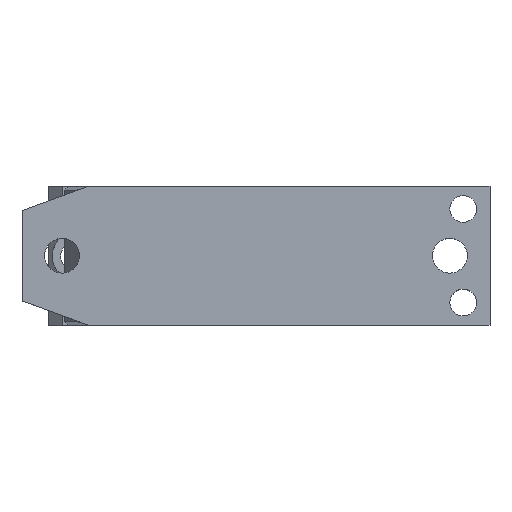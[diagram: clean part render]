
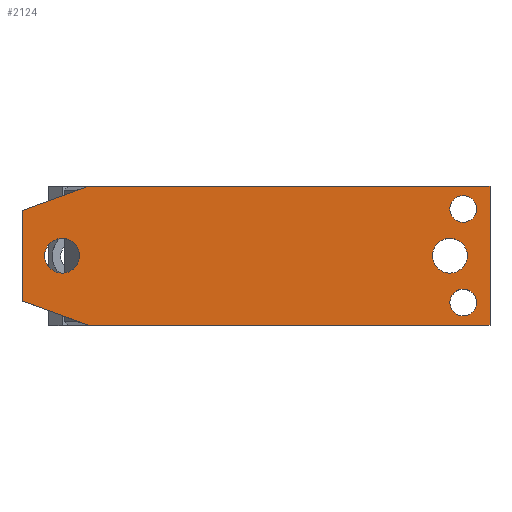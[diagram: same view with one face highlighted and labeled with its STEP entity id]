
A CAD part, top view. The second image highlights one B-rep face of the part: STEP entity #2124.
In plain terms, the highlighted planar face has unit normal (0, 0, 1).
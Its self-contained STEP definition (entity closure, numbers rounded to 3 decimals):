
#204=CARTESIAN_POINT('Vertex',(22.91,-26.,67.1)) ;
#207=CARTESIAN_POINT('Line Origine',(-52.09,-26.,67.1)) ;
#211=CARTESIAN_POINT('Vertex',(-127.09,-26.,67.1)) ;
#851=CARTESIAN_POINT('Vertex',(22.91,26.,67.1)) ;
#854=CARTESIAN_POINT('Line Origine',(22.91,0.,67.1)) ;
#922=CARTESIAN_POINT('Line Origine',(-139.59,-21.45,67.1)) ;
#926=CARTESIAN_POINT('Vertex',(-152.09,-16.901,67.1)) ;
#1205=CARTESIAN_POINT('Vertex',(-127.09,26.,67.1)) ;
#1208=CARTESIAN_POINT('Line Origine',(-52.09,26.,67.1)) ;
#1490=CARTESIAN_POINT('Line Origine',(-139.59,21.45,67.1)) ;
#1494=CARTESIAN_POINT('Vertex',(-152.09,16.901,67.1)) ;
#1570=CARTESIAN_POINT('Line Origine',(-152.09,0.,67.1)) ;
#1605=CARTESIAN_POINT('Vertex',(7.91,17.5,67.1)) ;
#1608=CARTESIAN_POINT('Axis2P3D Location',(12.91,17.5,67.1)) ;
#1612=CARTESIAN_POINT('Vertex',(17.91,17.5,67.1)) ;
#1637=CARTESIAN_POINT('Axis2P3D Location',(12.91,17.5,67.1)) ;
#1667=CARTESIAN_POINT('Vertex',(7.91,-17.5,67.1)) ;
#1670=CARTESIAN_POINT('Axis2P3D Location',(12.91,-17.5,67.1)) ;
#1674=CARTESIAN_POINT('Vertex',(17.91,-17.5,67.1)) ;
#1699=CARTESIAN_POINT('Axis2P3D Location',(12.91,-17.5,67.1)) ;
#1931=CARTESIAN_POINT('Vertex',(-143.59,0.,67.1)) ;
#1934=CARTESIAN_POINT('Axis2P3D Location',(-137.09,0.,67.1)) ;
#1938=CARTESIAN_POINT('Vertex',(-130.59,0.,67.1)) ;
#1958=CARTESIAN_POINT('Axis2P3D Location',(-137.09,0.,67.1)) ;
#1988=CARTESIAN_POINT('Vertex',(1.41,0.,67.1)) ;
#1991=CARTESIAN_POINT('Axis2P3D Location',(7.91,0.,67.1)) ;
#1995=CARTESIAN_POINT('Vertex',(14.41,0.,67.1)) ;
#2015=CARTESIAN_POINT('Axis2P3D Location',(7.91,0.,67.1)) ;
#2095=CARTESIAN_POINT('Axis2P3D Location',(-152.09,26.,67.1)) ;
#208=DIRECTION('Vector Direction',(1.,0.,0.)) ;
#855=DIRECTION('Vector Direction',(0.,-1.,0.)) ;
#923=DIRECTION('Vector Direction',(0.94,-0.342,0.)) ;
#1209=DIRECTION('Vector Direction',(1.,0.,0.)) ;
#1491=DIRECTION('Vector Direction',(0.94,0.342,0.)) ;
#1571=DIRECTION('Vector Direction',(0.,-1.,0.)) ;
#1609=DIRECTION('Axis2P3D Direction',(-0.,0.,1.)) ;
#1638=DIRECTION('Axis2P3D Direction',(-0.,0.,1.)) ;
#1671=DIRECTION('Axis2P3D Direction',(-0.,0.,1.)) ;
#1700=DIRECTION('Axis2P3D Direction',(-0.,0.,1.)) ;
#1935=DIRECTION('Axis2P3D Direction',(0.,-0.,1.)) ;
#1959=DIRECTION('Axis2P3D Direction',(0.,-0.,1.)) ;
#1992=DIRECTION('Axis2P3D Direction',(0.,-0.,1.)) ;
#2016=DIRECTION('Axis2P3D Direction',(0.,-0.,1.)) ;
#2096=DIRECTION('Axis2P3D Direction',(0.,0.,-1.)) ;
#2097=DIRECTION('Axis2P3D XDirection',(-1.,0.,0.)) ;
#1610=AXIS2_PLACEMENT_3D('Circle Axis2P3D',#1608,#1609,$) ;
#1639=AXIS2_PLACEMENT_3D('Circle Axis2P3D',#1637,#1638,$) ;
#1672=AXIS2_PLACEMENT_3D('Circle Axis2P3D',#1670,#1671,$) ;
#1701=AXIS2_PLACEMENT_3D('Circle Axis2P3D',#1699,#1700,$) ;
#1936=AXIS2_PLACEMENT_3D('Circle Axis2P3D',#1934,#1935,$) ;
#1960=AXIS2_PLACEMENT_3D('Circle Axis2P3D',#1958,#1959,$) ;
#1993=AXIS2_PLACEMENT_3D('Circle Axis2P3D',#1991,#1992,$) ;
#2017=AXIS2_PLACEMENT_3D('Circle Axis2P3D',#2015,#2016,$) ;
#2098=AXIS2_PLACEMENT_3D('Plane Axis2P3D',#2095,#2096,#2097) ;
#2101=ORIENTED_EDGE('',*,*,#1574,.T.) ;
#2102=ORIENTED_EDGE('',*,*,#928,.T.) ;
#2103=ORIENTED_EDGE('',*,*,#213,.F.) ;
#2104=ORIENTED_EDGE('',*,*,#858,.F.) ;
#2105=ORIENTED_EDGE('',*,*,#1212,.T.) ;
#2106=ORIENTED_EDGE('',*,*,#1496,.F.) ;
#2109=ORIENTED_EDGE('',*,*,#1962,.F.) ;
#2110=ORIENTED_EDGE('',*,*,#1940,.F.) ;
#2113=ORIENTED_EDGE('',*,*,#1614,.F.) ;
#2114=ORIENTED_EDGE('',*,*,#1641,.F.) ;
#2117=ORIENTED_EDGE('',*,*,#1703,.F.) ;
#2118=ORIENTED_EDGE('',*,*,#1676,.F.) ;
#2121=ORIENTED_EDGE('',*,*,#1997,.F.) ;
#2122=ORIENTED_EDGE('',*,*,#2019,.F.) ;
#2111=FACE_BOUND('',#2108,.T.) ;
#2115=FACE_BOUND('',#2112,.T.) ;
#2119=FACE_BOUND('',#2116,.T.) ;
#2123=FACE_BOUND('',#2120,.T.) ;
#209=VECTOR('Line Direction',#208,1.) ;
#856=VECTOR('Line Direction',#855,1.) ;
#924=VECTOR('Line Direction',#923,1.) ;
#1210=VECTOR('Line Direction',#1209,1.) ;
#1492=VECTOR('Line Direction',#1491,1.) ;
#1572=VECTOR('Line Direction',#1571,1.) ;
#2124=ADVANCED_FACE('CAM HOLDER',(#2107,#2111,#2115,#2119,#2123),#2099,.F.) ;
#1611=CIRCLE('generated circle',#1610,5.) ;
#1640=CIRCLE('generated circle',#1639,5.) ;
#1673=CIRCLE('generated circle',#1672,5.) ;
#1702=CIRCLE('generated circle',#1701,5.) ;
#1937=CIRCLE('generated circle',#1936,6.5) ;
#1961=CIRCLE('generated circle',#1960,6.5) ;
#1994=CIRCLE('generated circle',#1993,6.5) ;
#2018=CIRCLE('generated circle',#2017,6.5) ;
#213=EDGE_CURVE('',#205,#212,#210,.F.) ;
#858=EDGE_CURVE('',#852,#205,#857,.T.) ;
#928=EDGE_CURVE('',#927,#212,#925,.T.) ;
#1212=EDGE_CURVE('',#852,#1206,#1211,.F.) ;
#1496=EDGE_CURVE('',#1495,#1206,#1493,.T.) ;
#1574=EDGE_CURVE('',#1495,#927,#1573,.T.) ;
#1614=EDGE_CURVE('',#1606,#1613,#1611,.T.) ;
#1641=EDGE_CURVE('',#1613,#1606,#1640,.T.) ;
#1676=EDGE_CURVE('',#1668,#1675,#1673,.T.) ;
#1703=EDGE_CURVE('',#1675,#1668,#1702,.T.) ;
#1940=EDGE_CURVE('',#1932,#1939,#1937,.T.) ;
#1962=EDGE_CURVE('',#1939,#1932,#1961,.T.) ;
#1997=EDGE_CURVE('',#1989,#1996,#1994,.T.) ;
#2019=EDGE_CURVE('',#1996,#1989,#2018,.T.) ;
#2100=EDGE_LOOP('',(#2101,#2102,#2103,#2104,#2105,#2106)) ;
#2108=EDGE_LOOP('',(#2109,#2110)) ;
#2112=EDGE_LOOP('',(#2113,#2114)) ;
#2116=EDGE_LOOP('',(#2117,#2118)) ;
#2120=EDGE_LOOP('',(#2121,#2122)) ;
#2107=FACE_OUTER_BOUND('',#2100,.T.) ;
#210=LINE('Line',#207,#209) ;
#857=LINE('Line',#854,#856) ;
#925=LINE('Line',#922,#924) ;
#1211=LINE('Line',#1208,#1210) ;
#1493=LINE('Line',#1490,#1492) ;
#1573=LINE('Line',#1570,#1572) ;
#2099=PLANE('Plane',#2098) ;
#205=VERTEX_POINT('',#204) ;
#212=VERTEX_POINT('',#211) ;
#852=VERTEX_POINT('',#851) ;
#927=VERTEX_POINT('',#926) ;
#1206=VERTEX_POINT('',#1205) ;
#1495=VERTEX_POINT('',#1494) ;
#1606=VERTEX_POINT('',#1605) ;
#1613=VERTEX_POINT('',#1612) ;
#1668=VERTEX_POINT('',#1667) ;
#1675=VERTEX_POINT('',#1674) ;
#1932=VERTEX_POINT('',#1931) ;
#1939=VERTEX_POINT('',#1938) ;
#1989=VERTEX_POINT('',#1988) ;
#1996=VERTEX_POINT('',#1995) ;
